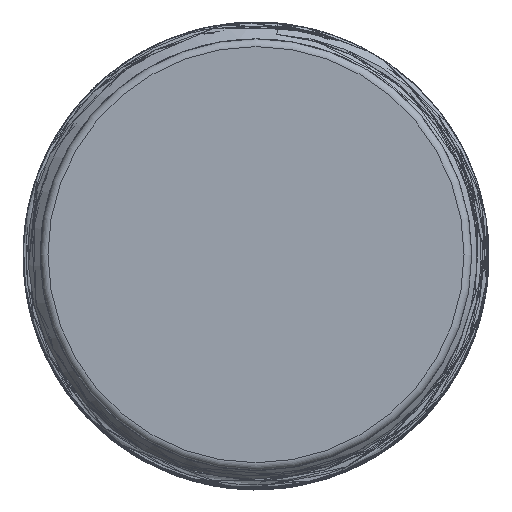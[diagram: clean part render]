
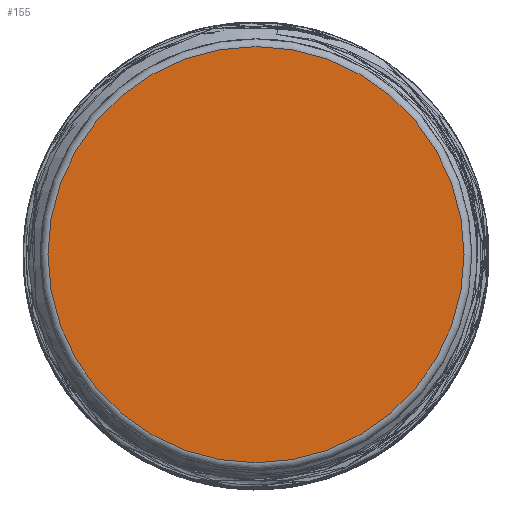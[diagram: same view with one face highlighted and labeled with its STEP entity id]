
A CAD part, top view. The second image highlights one B-rep face of the part: STEP entity #155.
In plain terms, the highlighted planar face has unit normal (0, 0, 1).
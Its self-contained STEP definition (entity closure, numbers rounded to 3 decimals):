
#102=PLANE('',#386);
#118=FACE_OUTER_BOUND('',#201,.T.);
#155=ADVANCED_FACE('',(#118),#102,.T.);
#201=EDGE_LOOP('',(#247));
#247=ORIENTED_EDGE('',*,*,#335,.T.);
#304=VERTEX_POINT('',#8760);
#335=EDGE_CURVE('',#304,#304,#364,.T.);
#364=CIRCLE('',#385,13.4);
#385=AXIS2_PLACEMENT_3D('',#8759,#431,#432);
#386=AXIS2_PLACEMENT_3D('',#8761,#433,#434);
#431=DIRECTION('',(0.,0.,1.));
#432=DIRECTION('',(1.,0.,0.));
#433=DIRECTION('',(0.,0.,1.));
#434=DIRECTION('',(1.,0.,0.));
#8759=CARTESIAN_POINT('',(0.,0.,91.5));
#8760=CARTESIAN_POINT('',(13.4,0.,91.5));
#8761=CARTESIAN_POINT('',(0.,0.,91.5));
